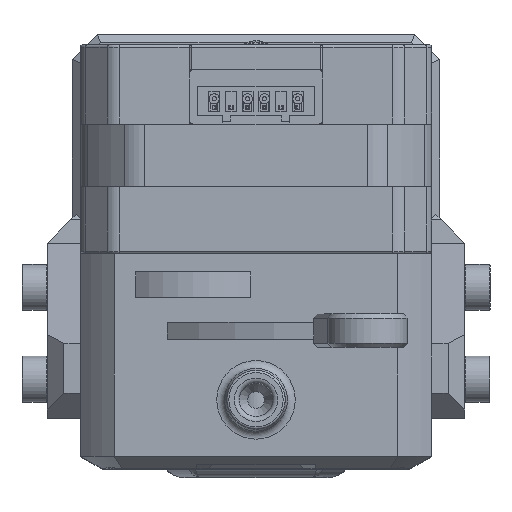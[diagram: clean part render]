
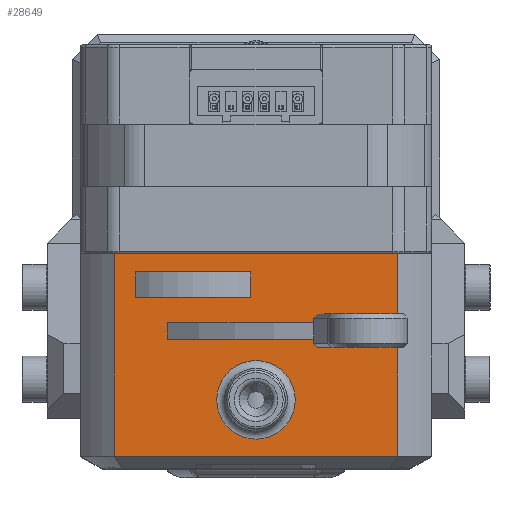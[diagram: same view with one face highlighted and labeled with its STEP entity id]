
A CAD part, top view. The second image highlights one B-rep face of the part: STEP entity #28649.
In plain terms, the highlighted planar face has unit normal (0, 0, 1).
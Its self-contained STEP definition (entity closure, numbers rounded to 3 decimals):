
#3494=FACE_BOUND('',#6909,.T.);
#3495=FACE_BOUND('',#6910,.T.);
#3496=FACE_BOUND('',#6911,.T.);
#4214=PLANE('',#30963);
#4926=FACE_OUTER_BOUND('',#6908,.T.);
#6908=EDGE_LOOP('',(#21734,#21735,#21736,#21737));
#6909=EDGE_LOOP('',(#21738));
#6910=EDGE_LOOP('',(#21739,#21740,#21741,#21742));
#6911=EDGE_LOOP('',(#21743,#21744,#21745,#21746));
#9570=LINE('',#42884,#11404);
#9577=LINE('',#42907,#11411);
#9616=LINE('',#43048,#11450);
#9619=LINE('',#43057,#11453);
#9621=LINE('',#43060,#11455);
#9622=LINE('',#43082,#11456);
#9623=LINE('',#43088,#11457);
#9624=LINE('',#43090,#11458);
#9625=LINE('',#43091,#11459);
#9627=LINE('',#43096,#11461);
#9628=LINE('',#43100,#11462);
#9631=LINE('',#43106,#11465);
#11404=VECTOR('',#34612,1000.);
#11411=VECTOR('',#34623,1000.);
#11450=VECTOR('',#34738,1000.);
#11453=VECTOR('',#34747,1000.);
#11455=VECTOR('',#34751,1000.);
#11456=VECTOR('',#34778,1000.);
#11457=VECTOR('',#34785,1000.);
#11458=VECTOR('',#34788,1000.);
#11459=VECTOR('',#34789,1000.);
#11461=VECTOR('',#34793,1000.);
#11462=VECTOR('',#34798,1000.);
#11465=VECTOR('',#34805,1000.);
#12835=CIRCLE('',#30964,4.7);
#14182=VERTEX_POINT('',#42878);
#14183=VERTEX_POINT('',#42883);
#14187=VERTEX_POINT('',#42901);
#14189=VERTEX_POINT('',#42905);
#14229=VERTEX_POINT('',#43047);
#14232=VERTEX_POINT('',#43055);
#14239=VERTEX_POINT('',#43080);
#14240=VERTEX_POINT('',#43081);
#14241=VERTEX_POINT('',#43085);
#14242=VERTEX_POINT('',#43086);
#14244=VERTEX_POINT('',#43095);
#14245=VERTEX_POINT('',#43099);
#14251=VERTEX_POINT('',#43117);
#16981=EDGE_CURVE('',#14183,#14182,#9570,.T.);
#16990=EDGE_CURVE('',#14189,#14187,#9577,.T.);
#17046=EDGE_CURVE('',#14187,#14229,#9616,.T.);
#17051=EDGE_CURVE('',#14189,#14232,#9619,.T.);
#17053=EDGE_CURVE('',#14232,#14229,#9621,.T.);
#17060=EDGE_CURVE('',#14239,#14240,#9622,.T.);
#17063=EDGE_CURVE('',#14241,#14242,#9623,.T.);
#17064=EDGE_CURVE('',#14241,#14239,#9624,.T.);
#17065=EDGE_CURVE('',#14240,#14242,#9625,.T.);
#17067=EDGE_CURVE('',#14183,#14244,#9627,.T.);
#17069=EDGE_CURVE('',#14182,#14245,#9628,.T.);
#17073=EDGE_CURVE('',#14245,#14244,#9631,.T.);
#17079=EDGE_CURVE('',#14251,#14251,#12835,.T.);
#21734=ORIENTED_EDGE('',*,*,#17067,.F.);
#21735=ORIENTED_EDGE('',*,*,#16981,.T.);
#21736=ORIENTED_EDGE('',*,*,#17069,.T.);
#21737=ORIENTED_EDGE('',*,*,#17073,.T.);
#21738=ORIENTED_EDGE('',*,*,#17079,.T.);
#21739=ORIENTED_EDGE('',*,*,#17063,.F.);
#21740=ORIENTED_EDGE('',*,*,#17064,.T.);
#21741=ORIENTED_EDGE('',*,*,#17060,.T.);
#21742=ORIENTED_EDGE('',*,*,#17065,.T.);
#21743=ORIENTED_EDGE('',*,*,#17051,.T.);
#21744=ORIENTED_EDGE('',*,*,#17053,.T.);
#21745=ORIENTED_EDGE('',*,*,#17046,.F.);
#21746=ORIENTED_EDGE('',*,*,#16990,.F.);
#28649=ADVANCED_FACE('',(#4926,#3494,#3495,#3496),#4214,.F.);
#30963=AXIS2_PLACEMENT_3D('',#43116,#34815,#34816);
#30964=AXIS2_PLACEMENT_3D('',#43118,#34817,#34818);
#34612=DIRECTION('',(1.,0.,0.));
#34623=DIRECTION('',(0.,1.,0.));
#34738=DIRECTION('',(-1.,0.,0.));
#34747=DIRECTION('',(-1.,0.,0.));
#34751=DIRECTION('',(0.,1.,0.));
#34778=DIRECTION('',(1.,0.,0.));
#34785=DIRECTION('',(1.,0.,0.));
#34788=DIRECTION('',(0.,1.,0.));
#34789=DIRECTION('',(0.,-1.,0.));
#34793=DIRECTION('',(0.,1.,0.));
#34798=DIRECTION('',(0.,1.,0.));
#34805=DIRECTION('',(-1.,0.,0.));
#34815=DIRECTION('center_axis',(0.,0.,
-1.));
#34816=DIRECTION('ref_axis',(0.,1.,0.));
#34817=DIRECTION('center_axis',(0.,0.,
-1.));
#34818=DIRECTION('ref_axis',(1.,0.,0.));
#42878=CARTESIAN_POINT('',(28.458,-24.047,17.386));
#42883=CARTESIAN_POINT('',(-5.483,-24.047,17.386));
#42884=CARTESIAN_POINT('',(28.458,-24.047,17.386));
#42901=CARTESIAN_POINT('',(28.395,-8.047,17.386));
#42905=CARTESIAN_POINT('',(28.395,-10.047,17.386));
#42907=CARTESIAN_POINT('',(28.395,-10.047,17.386));
#43047=CARTESIAN_POINT('',(0.874,-8.047,17.386));
#43048=CARTESIAN_POINT('',(28.395,-8.047,17.386));
#43055=CARTESIAN_POINT('',(0.874,-10.047,17.386));
#43057=CARTESIAN_POINT('',(28.395,-10.047,17.386));
#43060=CARTESIAN_POINT('',(0.874,-10.047,17.386));
#43080=CARTESIAN_POINT('',(-2.896,-1.997,17.386));
#43081=CARTESIAN_POINT('',(10.871,-1.997,17.386));
#43082=CARTESIAN_POINT('',(32.488,-1.997,17.386));
#43085=CARTESIAN_POINT('',(-2.896,-4.997,17.386));
#43086=CARTESIAN_POINT('',(10.871,-4.997,17.386));
#43088=CARTESIAN_POINT('',(32.488,-4.997,17.386));
#43090=CARTESIAN_POINT('',(-2.896,-4.997,17.386));
#43091=CARTESIAN_POINT('',(10.871,-4.997,17.386));
#43095=CARTESIAN_POINT('',(-5.483,0.203,17.386));
#43096=CARTESIAN_POINT('',(-5.483,-25.547,17.386));
#43099=CARTESIAN_POINT('',(28.458,0.203,17.386));
#43100=CARTESIAN_POINT('',(28.458,-25.547,17.386));
#43106=CARTESIAN_POINT('',(-5.483,0.203,17.386));
#43116=CARTESIAN_POINT('Origin',(32.488,0.203,17.386));
#43117=CARTESIAN_POINT('',(6.788,-17.297,17.386));
#43118=CARTESIAN_POINT('Origin',(11.488,-17.297,17.386));
